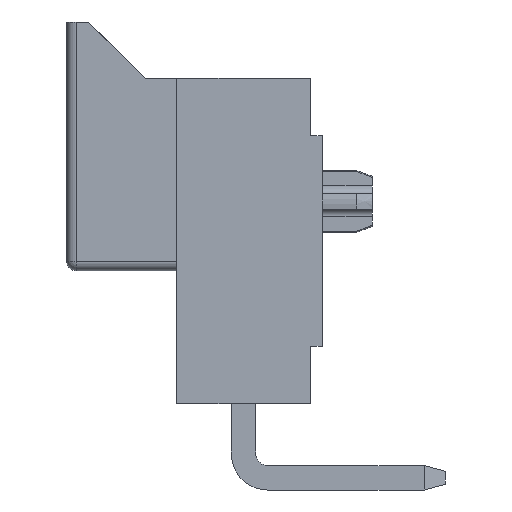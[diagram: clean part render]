
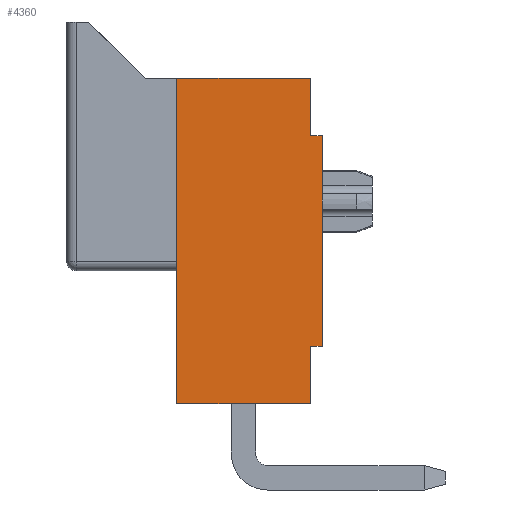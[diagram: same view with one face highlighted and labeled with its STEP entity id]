
A CAD part, left-side view. The second image highlights one B-rep face of the part: STEP entity #4360.
In plain terms, the highlighted planar face has unit normal (-1, 0, 0).
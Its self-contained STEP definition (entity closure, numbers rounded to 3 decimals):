
#455 = VECTOR ( 'NONE', #809, 1000. ) ;
#618 = EDGE_CURVE ( 'NONE', #898, #3898, #5463, .T. ) ;
#809 = DIRECTION ( 'NONE',  ( 0., 0., 1. ) ) ;
#848 = VERTEX_POINT ( 'NONE', #2434 ) ;
#898 = VERTEX_POINT ( 'NONE', #6995 ) ;
#1025 = LINE ( 'NONE', #5488, #4220 ) ;
#1076 = EDGE_CURVE ( 'NONE', #4469, #2078, #3187, .T. ) ;
#1081 = ORIENTED_EDGE ( 'NONE', *, *, #4645, .F. ) ;
#1165 = ORIENTED_EDGE ( 'NONE', *, *, #4498, .F. ) ;
#1211 = CARTESIAN_POINT ( 'NONE',  ( -4.22, 1.74, 4.23 ) ) ;
#1355 = LINE ( 'NONE', #1911, #3239 ) ;
#1534 = VERTEX_POINT ( 'NONE', #7359 ) ;
#1590 = VERTEX_POINT ( 'NONE', #4846 ) ;
#1674 = CARTESIAN_POINT ( 'NONE',  ( -4.22, -1.74, -4.23 ) ) ;
#1726 = CARTESIAN_POINT ( 'NONE',  ( -4.22, -1.74, 4.23 ) ) ;
#1758 = VECTOR ( 'NONE', #7173, 1000. ) ;
#1911 = CARTESIAN_POINT ( 'NONE',  ( -4.22, -1.74, 4.23 ) ) ;
#1950 = DIRECTION ( 'NONE',  ( 0., 0., 1. ) ) ;
#2009 = ORIENTED_EDGE ( 'NONE', *, *, #1076, .F. ) ;
#2078 = VERTEX_POINT ( 'NONE', #1211 ) ;
#2108 = ORIENTED_EDGE ( 'NONE', *, *, #3477, .T. ) ;
#2278 = DIRECTION ( 'NONE',  ( -1., 0., 0. ) ) ;
#2434 = CARTESIAN_POINT ( 'NONE',  ( -4.22, -1.74, -4.23 ) ) ;
#2467 = ORIENTED_EDGE ( 'NONE', *, *, #618, .T. ) ;
#2568 = CARTESIAN_POINT ( 'NONE',  ( -4.22, -1.74, -4.23 ) ) ;
#2591 = EDGE_CURVE ( 'NONE', #3898, #2078, #1355, .T. ) ;
#2602 = DIRECTION ( 'NONE',  ( 0., -1., 0. ) ) ;
#2636 = LINE ( 'NONE', #4974, #5761 ) ;
#2816 = VECTOR ( 'NONE', #1950, 1000. ) ;
#3028 = ORIENTED_EDGE ( 'NONE', *, *, #5192, .F. ) ;
#3170 = LINE ( 'NONE', #2568, #4090 ) ;
#3187 = LINE ( 'NONE', #6276, #455 ) ;
#3239 = VECTOR ( 'NONE', #7809, 1000. ) ;
#3477 = EDGE_CURVE ( 'NONE', #7353, #1590, #2636, .T. ) ;
#3755 = CARTESIAN_POINT ( 'NONE',  ( -4.22, -1.74, 2.73 ) ) ;
#3796 = DIRECTION ( 'NONE',  ( 0., 1., 0. ) ) ;
#3898 = VERTEX_POINT ( 'NONE', #1726 ) ;
#4090 = VECTOR ( 'NONE', #3796, 1000. ) ;
#4220 = VECTOR ( 'NONE', #7319, 1000. ) ;
#4360 = ADVANCED_FACE ( 'NONE', ( #5266 ), #7767, .T. ) ;
#4383 = AXIS2_PLACEMENT_3D ( 'NONE', #1674, #2278, #4831 ) ;
#4469 = VERTEX_POINT ( 'NONE', #5461 ) ;
#4498 = EDGE_CURVE ( 'NONE', #1534, #1590, #1025, .T. ) ;
#4645 = EDGE_CURVE ( 'NONE', #898, #1534, #6283, .T. ) ;
#4714 = ORIENTED_EDGE ( 'NONE', *, *, #2591, .T. ) ;
#4831 = DIRECTION ( 'NONE',  ( 0., 0., 1. ) ) ;
#4846 = CARTESIAN_POINT ( 'NONE',  ( -4.22, -2.04, -2.73 ) ) ;
#4969 = EDGE_CURVE ( 'NONE', #848, #7353, #5135, .T. ) ;
#4974 = CARTESIAN_POINT ( 'NONE',  ( -4.22, -1.74, -2.73 ) ) ;
#5135 = LINE ( 'NONE', #6027, #1758 ) ;
#5192 = EDGE_CURVE ( 'NONE', #848, #4469, #3170, .T. ) ;
#5266 = FACE_OUTER_BOUND ( 'NONE', #6083, .T. ) ;
#5461 = CARTESIAN_POINT ( 'NONE',  ( -4.22, 1.74, -4.23 ) ) ;
#5463 = LINE ( 'NONE', #6758, #2816 ) ;
#5488 = CARTESIAN_POINT ( 'NONE',  ( -4.22, -2.04, 2.73 ) ) ;
#5761 = VECTOR ( 'NONE', #6248, 1000. ) ;
#6027 = CARTESIAN_POINT ( 'NONE',  ( -4.22, -1.74, -4.23 ) ) ;
#6083 = EDGE_LOOP ( 'NONE', ( #4714, #2009, #3028, #6834, #2108, #1165, #1081, #2467 ) ) ;
#6248 = DIRECTION ( 'NONE',  ( 0., -1., 0. ) ) ;
#6276 = CARTESIAN_POINT ( 'NONE',  ( -4.22, 1.74, -4.23 ) ) ;
#6283 = LINE ( 'NONE', #3755, #7434 ) ;
#6758 = CARTESIAN_POINT ( 'NONE',  ( -4.22, -1.74, 2.73 ) ) ;
#6834 = ORIENTED_EDGE ( 'NONE', *, *, #4969, .T. ) ;
#6995 = CARTESIAN_POINT ( 'NONE',  ( -4.22, -1.74, 2.73 ) ) ;
#7173 = DIRECTION ( 'NONE',  ( 0., 0., 1. ) ) ;
#7280 = CARTESIAN_POINT ( 'NONE',  ( -4.22, -1.74, -2.73 ) ) ;
#7319 = DIRECTION ( 'NONE',  ( 0., 0., -1. ) ) ;
#7353 = VERTEX_POINT ( 'NONE', #7280 ) ;
#7359 = CARTESIAN_POINT ( 'NONE',  ( -4.22, -2.04, 2.73 ) ) ;
#7434 = VECTOR ( 'NONE', #2602, 1000. ) ;
#7767 = PLANE ( 'NONE',  #4383 ) ;
#7809 = DIRECTION ( 'NONE',  ( 0., 1., 0. ) ) ;
